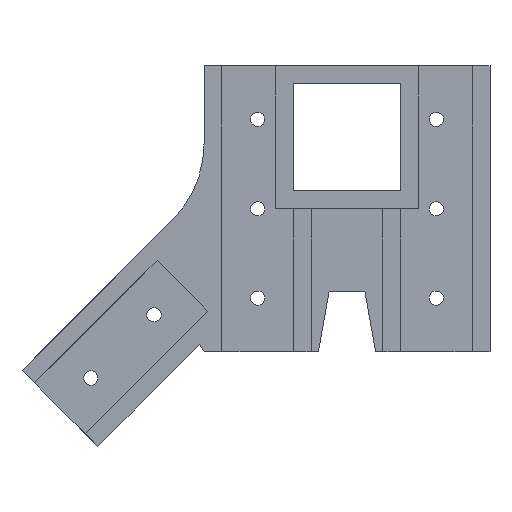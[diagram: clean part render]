
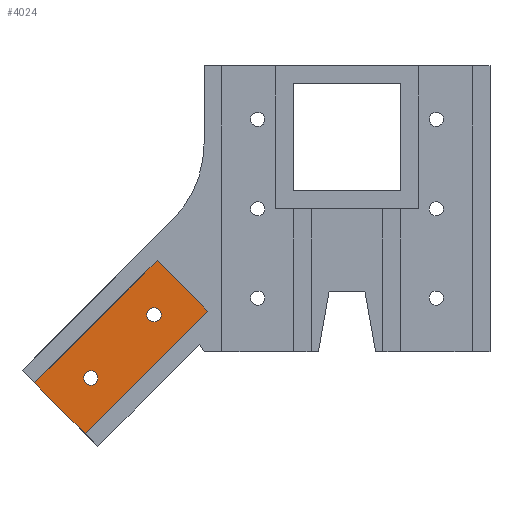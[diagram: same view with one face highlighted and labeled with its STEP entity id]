
A CAD part, front view. The second image highlights one B-rep face of the part: STEP entity #4024.
In plain terms, the highlighted planar face has unit normal (0, -1, 0).
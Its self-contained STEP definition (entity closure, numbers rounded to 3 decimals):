
#55 = PLANE('',#56);
#56 = AXIS2_PLACEMENT_3D('',#57,#58,#59);
#57 = CARTESIAN_POINT('',(-77.912,127.,-80.198));
#58 = DIRECTION('',(-0.707,0.,-0.707)
  );
#59 = DIRECTION('',(-0.707,0.,0.707)
  );
#749 = CYLINDRICAL_SURFACE('',#750,2.);
#750 = AXIS2_PLACEMENT_3D('',#751,#752,#753);
#751 = CARTESIAN_POINT('',(-58.676,127.,-82.326));
#752 = DIRECTION('',(0.,1.,0.));
#753 = DIRECTION('',(1.,0.,0.));
#784 = CYLINDRICAL_SURFACE('',#785,2.);
#785 = AXIS2_PLACEMENT_3D('',#786,#787,#788);
#786 = CARTESIAN_POINT('',(-40.998,127.,-64.648));
#787 = DIRECTION('',(0.,1.,0.));
#788 = DIRECTION('',(1.,0.,0.));
#880 = VERTEX_POINT('',#881);
#881 = CARTESIAN_POINT('',(-74.397,122.,-83.713));
#895 = PLANE('',#896);
#896 = AXIS2_PLACEMENT_3D('',#897,#898,#899);
#897 = CARTESIAN_POINT('',(-40.142,97.,-49.459));
#898 = DIRECTION('',(0.707,0.,-0.707)
  );
#899 = DIRECTION('',(0.707,0.,0.707)
  );
#907 = EDGE_CURVE('',#880,#908,#910,.T.);
#908 = VERTEX_POINT('',#909);
#909 = CARTESIAN_POINT('',(-60.255,122.,-97.855));
#910 = SURFACE_CURVE('',#911,(#915,#922),.PCURVE_S1.);
#911 = LINE('',#912,#913);
#912 = CARTESIAN_POINT('',(-76.154,122.,-81.956));
#913 = VECTOR('',#914,1.);
#914 = DIRECTION('',(0.707,0.,-0.707)
  );
#915 = PCURVE('',#55,#916);
#916 = DEFINITIONAL_REPRESENTATION('',(#917),#921);
#917 = LINE('',#918,#919);
#918 = CARTESIAN_POINT('',(-2.485,-5.));
#919 = VECTOR('',#920,1.);
#920 = DIRECTION('',(-1.,0.));
#921 = ( GEOMETRIC_REPRESENTATION_CONTEXT(2) 
PARAMETRIC_REPRESENTATION_CONTEXT() REPRESENTATION_CONTEXT('2D SPACE',''
  ) );
#922 = PCURVE('',#923,#928);
#923 = PLANE('',#924);
#924 = AXIS2_PLACEMENT_3D('',#925,#926,#927);
#925 = CARTESIAN_POINT('',(-86.341,122.,-95.657));
#926 = DIRECTION('',(0.,-1.,0.));
#927 = DIRECTION('',(0.,0.,-1.));
#928 = DEFINITIONAL_REPRESENTATION('',(#929),#933);
#929 = LINE('',#930,#931);
#930 = CARTESIAN_POINT('',(-13.701,10.186));
#931 = VECTOR('',#932,1.);
#932 = DIRECTION('',(0.707,0.707));
#933 = ( GEOMETRIC_REPRESENTATION_CONTEXT(2) 
PARAMETRIC_REPRESENTATION_CONTEXT() REPRESENTATION_CONTEXT('2D SPACE',''
  ) );
#951 = PLANE('',#952);
#952 = AXIS2_PLACEMENT_3D('',#953,#954,#955);
#953 = CARTESIAN_POINT('',(-72.199,97.,-109.799));
#954 = DIRECTION('',(-0.707,0.,0.707)
  );
#955 = DIRECTION('',(-0.707,0.,-0.707)
  );
#3254 = VERTEX_POINT('',#3255);
#3255 = CARTESIAN_POINT('',(-56.676,122.,-82.326));
#3276 = EDGE_CURVE('',#3254,#3254,#3277,.T.);
#3277 = SURFACE_CURVE('',#3278,(#3283,#3290),.PCURVE_S1.);
#3278 = CIRCLE('',#3279,2.);
#3279 = AXIS2_PLACEMENT_3D('',#3280,#3281,#3282);
#3280 = CARTESIAN_POINT('',(-58.676,122.,-82.326));
#3281 = DIRECTION('',(0.,-1.,0.));
#3282 = DIRECTION('',(1.,0.,0.));
#3283 = PCURVE('',#749,#3284);
#3284 = DEFINITIONAL_REPRESENTATION('',(#3285),#3289);
#3285 = LINE('',#3286,#3287);
#3286 = CARTESIAN_POINT('',(-0.,-5.));
#3287 = VECTOR('',#3288,1.);
#3288 = DIRECTION('',(-1.,0.));
#3289 = ( GEOMETRIC_REPRESENTATION_CONTEXT(2) 
PARAMETRIC_REPRESENTATION_CONTEXT() REPRESENTATION_CONTEXT('2D SPACE',''
  ) );
#3290 = PCURVE('',#923,#3291);
#3291 = DEFINITIONAL_REPRESENTATION('',(#3292),#3296);
#3292 = CIRCLE('',#3293,2.);
#3293 = AXIS2_PLACEMENT_2D('',#3294,#3295);
#3294 = CARTESIAN_POINT('',(-13.331,27.665));
#3295 = DIRECTION('',(0.,1.));
#3296 = ( GEOMETRIC_REPRESENTATION_CONTEXT(2) 
PARAMETRIC_REPRESENTATION_CONTEXT() REPRESENTATION_CONTEXT('2D SPACE',''
  ) );
#3304 = VERTEX_POINT('',#3305);
#3305 = CARTESIAN_POINT('',(-38.998,122.,-64.648));
#3326 = EDGE_CURVE('',#3304,#3304,#3327,.T.);
#3327 = SURFACE_CURVE('',#3328,(#3333,#3340),.PCURVE_S1.);
#3328 = CIRCLE('',#3329,2.);
#3329 = AXIS2_PLACEMENT_3D('',#3330,#3331,#3332);
#3330 = CARTESIAN_POINT('',(-40.998,122.,-64.648));
#3331 = DIRECTION('',(0.,-1.,0.));
#3332 = DIRECTION('',(1.,0.,0.));
#3333 = PCURVE('',#784,#3334);
#3334 = DEFINITIONAL_REPRESENTATION('',(#3335),#3339);
#3335 = LINE('',#3336,#3337);
#3336 = CARTESIAN_POINT('',(-0.,-5.));
#3337 = VECTOR('',#3338,1.);
#3338 = DIRECTION('',(-1.,0.));
#3339 = ( GEOMETRIC_REPRESENTATION_CONTEXT(2) 
PARAMETRIC_REPRESENTATION_CONTEXT() REPRESENTATION_CONTEXT('2D SPACE',''
  ) );
#3340 = PCURVE('',#923,#3341);
#3341 = DEFINITIONAL_REPRESENTATION('',(#3342),#3346);
#3342 = CIRCLE('',#3343,2.);
#3343 = AXIS2_PLACEMENT_2D('',#3344,#3345);
#3344 = CARTESIAN_POINT('',(-31.009,45.342));
#3345 = DIRECTION('',(0.,1.));
#3346 = ( GEOMETRIC_REPRESENTATION_CONTEXT(2) 
PARAMETRIC_REPRESENTATION_CONTEXT() REPRESENTATION_CONTEXT('2D SPACE',''
  ) );
#3651 = PLANE('',#3652);
#3652 = AXIS2_PLACEMENT_3D('',#3653,#3654,#3655);
#3653 = CARTESIAN_POINT('',(-26.,97.,-63.601));
#3654 = DIRECTION('',(-0.707,0.,-0.707
    ));
#3655 = DIRECTION('',(0.707,0.,-0.707)
  );
#3788 = VERTEX_POINT('',#3789);
#3789 = CARTESIAN_POINT('',(-40.142,122.,-49.459));
#3810 = EDGE_CURVE('',#3788,#880,#3811,.T.);
#3811 = SURFACE_CURVE('',#3812,(#3816,#3823),.PCURVE_S1.);
#3812 = LINE('',#3813,#3814);
#3813 = CARTESIAN_POINT('',(-40.142,122.,-49.459));
#3814 = VECTOR('',#3815,1.);
#3815 = DIRECTION('',(-0.707,0.,-0.707
    ));
#3816 = PCURVE('',#895,#3817);
#3817 = DEFINITIONAL_REPRESENTATION('',(#3818),#3822);
#3818 = LINE('',#3819,#3820);
#3819 = CARTESIAN_POINT('',(0.,-25.));
#3820 = VECTOR('',#3821,1.);
#3821 = DIRECTION('',(-1.,0.));
#3822 = ( GEOMETRIC_REPRESENTATION_CONTEXT(2) 
PARAMETRIC_REPRESENTATION_CONTEXT() REPRESENTATION_CONTEXT('2D SPACE',''
  ) );
#3823 = PCURVE('',#923,#3824);
#3824 = DEFINITIONAL_REPRESENTATION('',(#3825),#3829);
#3825 = LINE('',#3826,#3827);
#3826 = CARTESIAN_POINT('',(-46.199,46.199));
#3827 = VECTOR('',#3828,1.);
#3828 = DIRECTION('',(0.707,-0.707));
#3829 = ( GEOMETRIC_REPRESENTATION_CONTEXT(2) 
PARAMETRIC_REPRESENTATION_CONTEXT() REPRESENTATION_CONTEXT('2D SPACE',''
  ) );
#3981 = EDGE_CURVE('',#908,#3982,#3984,.T.);
#3982 = VERTEX_POINT('',#3983);
#3983 = CARTESIAN_POINT('',(-26.,122.,-63.601));
#3984 = SURFACE_CURVE('',#3985,(#3989,#3996),.PCURVE_S1.);
#3985 = LINE('',#3986,#3987);
#3986 = CARTESIAN_POINT('',(-72.199,122.,-109.799));
#3987 = VECTOR('',#3988,1.);
#3988 = DIRECTION('',(0.707,0.,0.707)
  );
#3989 = PCURVE('',#951,#3990);
#3990 = DEFINITIONAL_REPRESENTATION('',(#3991),#3995);
#3991 = LINE('',#3992,#3993);
#3992 = CARTESIAN_POINT('',(0.,-25.));
#3993 = VECTOR('',#3994,1.);
#3994 = DIRECTION('',(-1.,0.));
#3995 = ( GEOMETRIC_REPRESENTATION_CONTEXT(2) 
PARAMETRIC_REPRESENTATION_CONTEXT() REPRESENTATION_CONTEXT('2D SPACE',''
  ) );
#3996 = PCURVE('',#923,#3997);
#3997 = DEFINITIONAL_REPRESENTATION('',(#3998),#4002);
#3998 = LINE('',#3999,#4000);
#3999 = CARTESIAN_POINT('',(14.142,14.142));
#4000 = VECTOR('',#4001,1.);
#4001 = DIRECTION('',(-0.707,0.707));
#4002 = ( GEOMETRIC_REPRESENTATION_CONTEXT(2) 
PARAMETRIC_REPRESENTATION_CONTEXT() REPRESENTATION_CONTEXT('2D SPACE',''
  ) );
#4024 = ADVANCED_FACE('',(#4025,#4051,#4054),#923,.T.);
#4025 = FACE_BOUND('',#4026,.F.);
#4026 = EDGE_LOOP('',(#4027,#4028,#4029,#4050));
#4027 = ORIENTED_EDGE('',*,*,#907,.F.);
#4028 = ORIENTED_EDGE('',*,*,#3810,.F.);
#4029 = ORIENTED_EDGE('',*,*,#4030,.F.);
#4030 = EDGE_CURVE('',#3982,#3788,#4031,.T.);
#4031 = SURFACE_CURVE('',#4032,(#4036,#4043),.PCURVE_S1.);
#4032 = LINE('',#4033,#4034);
#4033 = CARTESIAN_POINT('',(-26.,122.,-63.601));
#4034 = VECTOR('',#4035,1.);
#4035 = DIRECTION('',(-0.707,0.,0.707
    ));
#4036 = PCURVE('',#923,#4037);
#4037 = DEFINITIONAL_REPRESENTATION('',(#4038),#4042);
#4038 = LINE('',#4039,#4040);
#4039 = CARTESIAN_POINT('',(-32.056,60.341));
#4040 = VECTOR('',#4041,1.);
#4041 = DIRECTION('',(-0.707,-0.707));
#4042 = ( GEOMETRIC_REPRESENTATION_CONTEXT(2) 
PARAMETRIC_REPRESENTATION_CONTEXT() REPRESENTATION_CONTEXT('2D SPACE',''
  ) );
#4043 = PCURVE('',#3651,#4044);
#4044 = DEFINITIONAL_REPRESENTATION('',(#4045),#4049);
#4045 = LINE('',#4046,#4047);
#4046 = CARTESIAN_POINT('',(0.,-25.));
#4047 = VECTOR('',#4048,1.);
#4048 = DIRECTION('',(-1.,0.));
#4049 = ( GEOMETRIC_REPRESENTATION_CONTEXT(2) 
PARAMETRIC_REPRESENTATION_CONTEXT() REPRESENTATION_CONTEXT('2D SPACE',''
  ) );
#4050 = ORIENTED_EDGE('',*,*,#3981,.F.);
#4051 = FACE_BOUND('',#4052,.F.);
#4052 = EDGE_LOOP('',(#4053));
#4053 = ORIENTED_EDGE('',*,*,#3326,.T.);
#4054 = FACE_BOUND('',#4055,.F.);
#4055 = EDGE_LOOP('',(#4056));
#4056 = ORIENTED_EDGE('',*,*,#3276,.T.);
